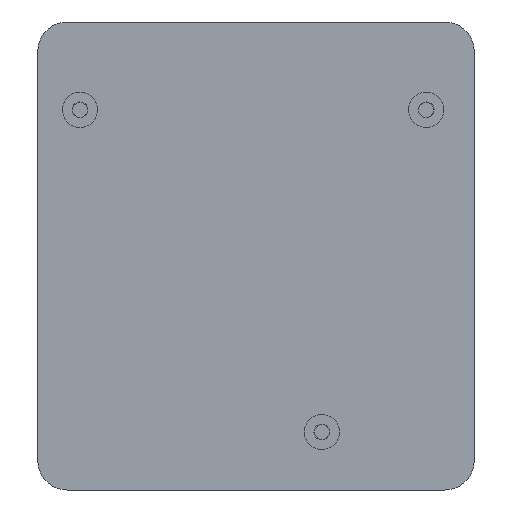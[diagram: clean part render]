
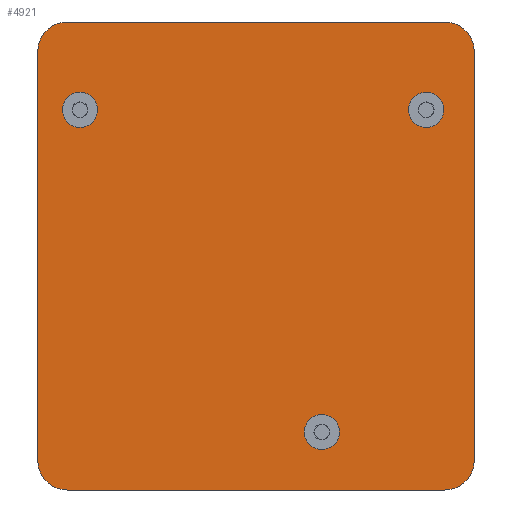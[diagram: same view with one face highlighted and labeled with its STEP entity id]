
A CAD part, front view. The second image highlights one B-rep face of the part: STEP entity #4921.
In plain terms, the highlighted planar face has unit normal (0, -1, 0).
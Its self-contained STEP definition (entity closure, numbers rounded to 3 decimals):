
#40=FACE_BOUND('',#629,.T.);
#41=FACE_BOUND('',#630,.T.);
#42=FACE_BOUND('',#631,.T.);
#126=PLANE('',#5246);
#354=FACE_OUTER_BOUND('',#628,.T.);
#628=EDGE_LOOP('',(#3836,#3837,#3838,#3839,#3840,#3841,#3842,#3843));
#629=EDGE_LOOP('',(#3844));
#630=EDGE_LOOP('',(#3845));
#631=EDGE_LOOP('',(#3846));
#818=LINE('',#6835,#1419);
#861=LINE('',#6943,#1462);
#900=LINE('',#7055,#1501);
#1027=LINE('',#7347,#1628);
#1419=VECTOR('',#5490,10.);
#1462=VECTOR('',#5579,10.);
#1501=VECTOR('',#5670,10.);
#1628=VECTOR('',#5969,10.);
#2018=CIRCLE('',#5108,5.);
#2024=CIRCLE('',#5118,5.);
#2042=CIRCLE('',#5153,3.);
#2048=CIRCLE('',#5187,5.);
#2054=CIRCLE('',#5223,5.);
#2055=CIRCLE('',#5225,3.);
#2060=CIRCLE('',#5235,3.);
#2130=VERTEX_POINT('',#6825);
#2131=VERTEX_POINT('',#6826);
#2134=VERTEX_POINT('',#6834);
#2144=VERTEX_POINT('',#6858);
#2176=VERTEX_POINT('',#6942);
#2216=VERTEX_POINT('',#7036);
#2222=VERTEX_POINT('',#7053);
#2223=VERTEX_POINT('',#7054);
#2293=VERTEX_POINT('',#7308);
#2294=VERTEX_POINT('',#7312);
#2299=VERTEX_POINT('',#7330);
#2612=EDGE_CURVE('',#2130,#2131,#2018,.T.);
#2616=EDGE_CURVE('',#2131,#2134,#818,.T.);
#2627=EDGE_CURVE('',#2134,#2144,#2024,.T.);
#2670=EDGE_CURVE('',#2144,#2176,#861,.T.);
#2716=EDGE_CURVE('',#2216,#2216,#2042,.T.);
#2724=EDGE_CURVE('',#2222,#2223,#900,.T.);
#2808=EDGE_CURVE('',#2176,#2222,#2048,.T.);
#2853=EDGE_CURVE('',#2223,#2293,#2054,.T.);
#2855=EDGE_CURVE('',#2294,#2294,#2055,.T.);
#2863=EDGE_CURVE('',#2299,#2299,#2060,.T.);
#2870=EDGE_CURVE('',#2293,#2130,#1027,.T.);
#3836=ORIENTED_EDGE('',*,*,#2870,.F.);
#3837=ORIENTED_EDGE('',*,*,#2853,.F.);
#3838=ORIENTED_EDGE('',*,*,#2724,.F.);
#3839=ORIENTED_EDGE('',*,*,#2808,.F.);
#3840=ORIENTED_EDGE('',*,*,#2670,.F.);
#3841=ORIENTED_EDGE('',*,*,#2627,.F.);
#3842=ORIENTED_EDGE('',*,*,#2616,.F.);
#3843=ORIENTED_EDGE('',*,*,#2612,.F.);
#3844=ORIENTED_EDGE('',*,*,#2863,.F.);
#3845=ORIENTED_EDGE('',*,*,#2716,.F.);
#3846=ORIENTED_EDGE('',*,*,#2855,.F.);
#4921=ADVANCED_FACE('',(#354,#40,#41,#42),#126,.T.);
#5108=AXIS2_PLACEMENT_3D('',#6827,#5482,#5483);
#5118=AXIS2_PLACEMENT_3D('',#6859,#5511,#5512);
#5153=AXIS2_PLACEMENT_3D('',#7037,#5652,#5653);
#5187=AXIS2_PLACEMENT_3D('',#7215,#5806,#5807);
#5223=AXIS2_PLACEMENT_3D('',#7309,#5917,#5918);
#5225=AXIS2_PLACEMENT_3D('',#7313,#5922,#5923);
#5235=AXIS2_PLACEMENT_3D('',#7331,#5945,#5946);
#5246=AXIS2_PLACEMENT_3D('',#7348,#5970,#5971);
#5482=DIRECTION('center_axis',(0.,1.,0.));
#5483=DIRECTION('ref_axis',(0.707,0.,0.707));
#5490=DIRECTION('',(0.,0.,-1.));
#5511=DIRECTION('center_axis',(0.,1.,0.));
#5512=DIRECTION('ref_axis',(0.707,0.,-0.707));
#5579=DIRECTION('',(-1.,0.,0.));
#5652=DIRECTION('center_axis',(0.,-1.,0.));
#5653=DIRECTION('ref_axis',(1.,0.,0.));
#5670=DIRECTION('',(0.,0.,1.));
#5806=DIRECTION('center_axis',(0.,1.,0.));
#5807=DIRECTION('ref_axis',(-0.707,0.,-0.707));
#5917=DIRECTION('center_axis',(0.,1.,0.));
#5918=DIRECTION('ref_axis',(-0.707,0.,0.707));
#5922=DIRECTION('center_axis',(0.,-1.,0.));
#5923=DIRECTION('ref_axis',(1.,0.,0.));
#5945=DIRECTION('center_axis',(0.,-1.,0.));
#5946=DIRECTION('ref_axis',(1.,0.,0.));
#5969=DIRECTION('',(1.,0.,0.));
#5970=DIRECTION('center_axis',(0.,-1.,0.));
#5971=DIRECTION('ref_axis',(0.,0.,-1.));
#6825=CARTESIAN_POINT('',(31.5,0.,40.));
#6826=CARTESIAN_POINT('',(36.5,0.,35.));
#6827=CARTESIAN_POINT('Origin',(31.5,0.,35.));
#6834=CARTESIAN_POINT('',(36.5,0.,-34.9));
#6835=CARTESIAN_POINT('',(36.5,0.,20.));
#6858=CARTESIAN_POINT('',(31.5,0.,-39.9));
#6859=CARTESIAN_POINT('Origin',(31.5,0.,-34.9));
#6942=CARTESIAN_POINT('',(-33.,0.,-39.9));
#6943=CARTESIAN_POINT('',(17.5,0.,-39.9));
#7036=CARTESIAN_POINT('',(-33.8,0.,25.));
#7037=CARTESIAN_POINT('Origin',(-30.8,0.,25.));
#7053=CARTESIAN_POINT('',(-38.,0.,-34.9));
#7054=CARTESIAN_POINT('',(-38.,0.,35.));
#7055=CARTESIAN_POINT('',(-38.,0.,-20.));
#7215=CARTESIAN_POINT('Origin',(-33.,0.,-34.9));
#7308=CARTESIAN_POINT('',(-33.,0.,40.));
#7309=CARTESIAN_POINT('Origin',(-33.,0.,35.));
#7312=CARTESIAN_POINT('',(7.5,0.,-30.));
#7313=CARTESIAN_POINT('Origin',(10.5,0.,-30.));
#7330=CARTESIAN_POINT('',(25.3,0.,25.));
#7331=CARTESIAN_POINT('Origin',(28.3,0.,25.));
#7347=CARTESIAN_POINT('',(-19.,0.,40.));
#7348=CARTESIAN_POINT('Origin',(0.,0.,0.));
